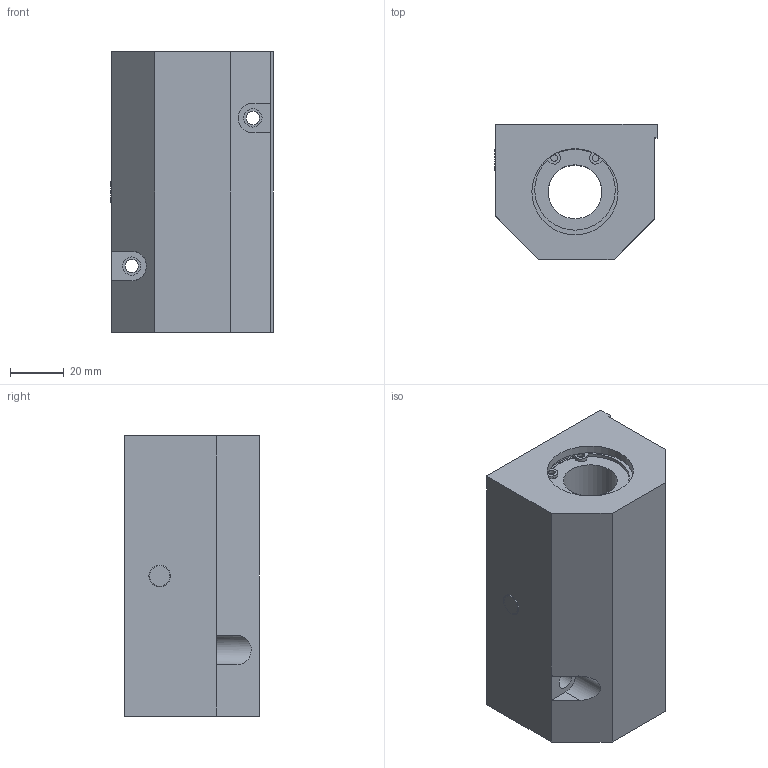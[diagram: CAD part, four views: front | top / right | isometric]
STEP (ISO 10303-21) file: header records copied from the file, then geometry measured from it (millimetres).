
FILE_DESCRIPTION(/* description */ ('Tandem Gehäuseeinheit geschlossen'),/* implementation_level */ '2;1');
FILE_NAME(/* name */ '121637-0.step',/* time_stamp */ '2021-08-11T10:40:41+02:00',/* author */ ('MuellerJ'),/* organization */ (''),/* preprocessor_version */ 'ST-DEVELOPER v18.1',/* originating_system */ 'Autodesk Inventor 2021',/* authorisation */ '');
FILE_SCHEMA (('AUTOMOTIVE_DESIGN { 1 0 10303 214 3 1 1 }'));
Length unit declared in the file: millimetre
Products named in the file (4): leer; leer_1; leer_2; leer_3
Assembly tree (5 placements, depth 2):
  leer
    leer_1
    leer_2  x2
    leer_3  x2
Bounding box: 60.25 x 50 x 104 mm (x, y, z)
Volume: 239077.8 mm3; surface area: 56183.7 mm2
Topology: 5 solids, 5 shells, 96 faces, 200 edges, 133 vertices
Faces by surface type: plane 51, cylinder 40, torus 5
Full cylindrical faces by diameter (mm): 2.5 x4, 4.3 x1, 4.917 x2, 6.8 x2, 6.917 x1, 8 x1, 20 x2, 30 x1, 30.3 x4, 32 x10, 33.5 x2
Entity records: 2123 total; most frequent: DIRECTION 366, CARTESIAN_POINT 362, ORIENTED_EDGE 292, EDGE_CURVE 146, AXIS2_PLACEMENT_3D 143, EDGE_LOOP 97, VERTEX_POINT 97, LINE 80
